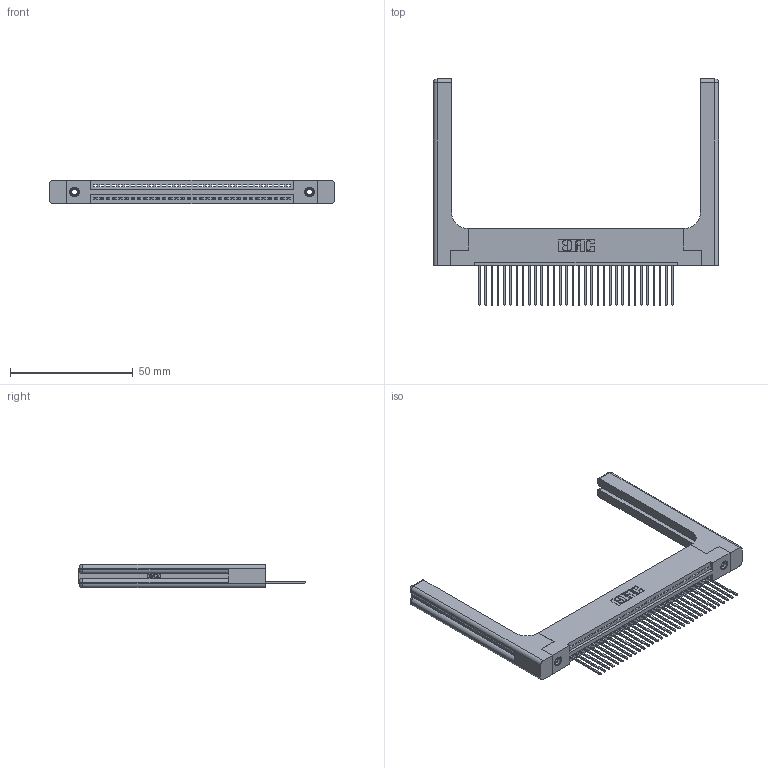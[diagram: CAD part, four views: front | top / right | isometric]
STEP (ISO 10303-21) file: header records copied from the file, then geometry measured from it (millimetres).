
FILE_DESCRIPTION (( 'STEP AP203' ), '1' );
FILE_NAME ('395-032-542-158.STEP', '2019-10-19T14:40:28', ( '' ), ( '' ), 'SwSTEP 2.0', 'SolidWorks 2016', '' );
FILE_SCHEMA (( 'CONFIG_CONTROL_DESIGN' ));
Length unit declared in the file: inch
Products named in the file (5): 345 Part_Flush Mounting Lugs - 0.156 Dia-TH; 395-032-542-158; 345-220-058_345-220-058; 345-250-001_345-250-001-102; 345-292-001_345-293-142
Assembly tree (37 placements, depth 2):
  395-032-542-158
    345 Part_Flush Mounting Lugs - 0.156 Dia-TH
    345-292-001_345-293-142  x32
    345-250-001_345-250-001-102  x2
    345-220-058_345-220-058  x2
Bounding box: 116.31 x 92.25 x 9.4 mm (x, y, z)
Volume: 19541.2 mm3; surface area: 20286 mm2
Topology: 37 solids, 37 shells, 2238 faces, 6639 edges, 4362 vertices
Faces by surface type: plane 1508, cylinder 670, bspline 36, cone 12, sphere 8, torus 4
Entity records: 30630 total; most frequent: CARTESIAN_POINT 6277, ORIENTED_EDGE 5040, DIRECTION 4444, EDGE_CURVE 2520, VECTOR 2168, LINE 2168, VERTEX_POINT 1670, AXIS2_PLACEMENT_3D 1138
